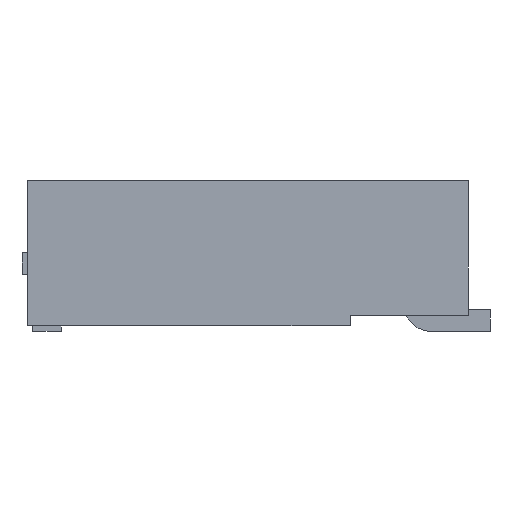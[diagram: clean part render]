
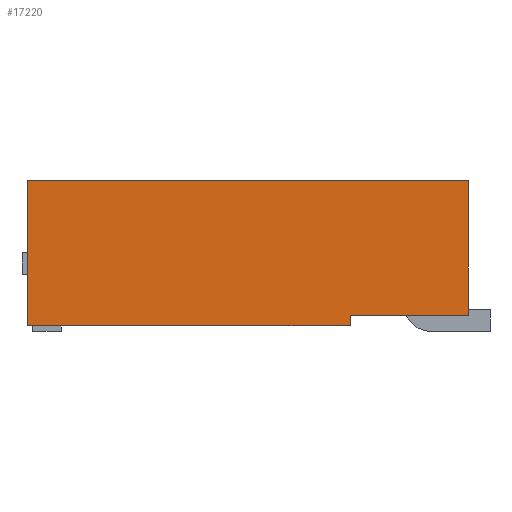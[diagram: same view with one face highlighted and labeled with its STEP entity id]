
A CAD part, left-side view. The second image highlights one B-rep face of the part: STEP entity #17220.
In plain terms, the highlighted planar face has unit normal (-1, 0, 0).
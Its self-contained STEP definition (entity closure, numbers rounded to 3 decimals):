
#14300=CARTESIAN_POINT('',(-64.895,-21.75,9.999));
#14310=DIRECTION('',(0.,0.,-1.));
#14320=VECTOR('',#14310,1.);
#14330=LINE('',#14300,#14320);
#14340=CARTESIAN_POINT('',(-64.895,-21.75,1.45));
#14350=VERTEX_POINT('',#14340);
#14360=CARTESIAN_POINT('',(-64.895,-21.75,0.2));
#14370=VERTEX_POINT('',#14360);
#14380=EDGE_CURVE('',#14350,#14370,#14330,.T.);
#16760=CARTESIAN_POINT('',(-64.895,-17.547,1.485));
#16770=DIRECTION('',(-1.,-0.,-0.));
#16780=DIRECTION('',(0.,0.,-1.));
#16790=AXIS2_PLACEMENT_3D('',#16760,#16770,#16780);
#16800=PLANE('',#16790);
#16810=CARTESIAN_POINT('',(-64.895,-17.65,9.999));
#16820=DIRECTION('',(0.,0.,-1.));
#16830=VECTOR('',#16820,1.);
#16840=LINE('',#16810,#16830);
#16850=CARTESIAN_POINT('',(-64.895,-17.65,1.45));
#16860=VERTEX_POINT('',#16850);
#16870=CARTESIAN_POINT('',(-64.895,-17.65,0.1));
#16880=VERTEX_POINT('',#16870);
#16890=EDGE_CURVE('',#16860,#16880,#16840,.T.);
#16900=ORIENTED_EDGE('',*,*,#16890,.T.);
#16910=CARTESIAN_POINT('',(-64.895,-28.759,1.45));
#16920=DIRECTION('',(0.,1.,0.));
#16930=VECTOR('',#16920,1.);
#16940=LINE('',#16910,#16930);
#16950=EDGE_CURVE('',#14350,#16860,#16940,.T.);
#16960=ORIENTED_EDGE('',*,*,#16950,.T.);
#16970=ORIENTED_EDGE('',*,*,#14380,.F.);
#16980=CARTESIAN_POINT('',(-64.895,-28.759,
0.2));
#16990=DIRECTION('',(0.,-1.,0.));
#17000=VECTOR('',#16990,1.);
#17010=LINE('',#16980,#17000);
#17020=CARTESIAN_POINT('',(-64.895,-20.65,0.2));
#17030=VERTEX_POINT('',#17020);
#17040=EDGE_CURVE('',#17030,#14370,#17010,.T.);
#17050=ORIENTED_EDGE('',*,*,#17040,.T.);
#17060=CARTESIAN_POINT('',(-64.895,-20.65,9.999));
#17070=DIRECTION('',(0.,0.,-1.));
#17080=VECTOR('',#17070,1.);
#17090=LINE('',#17060,#17080);
#17100=CARTESIAN_POINT('',(-64.895,-20.65,0.1));
#17110=VERTEX_POINT('',#17100);
#17120=EDGE_CURVE('',#17030,#17110,#17090,.T.);
#17130=ORIENTED_EDGE('',*,*,#17120,.F.);
#17140=CARTESIAN_POINT('',(-64.895,-28.759,
0.1));
#17150=DIRECTION('',(0.,1.,0.));
#17160=VECTOR('',#17150,1.);
#17170=LINE('',#17140,#17160);
#17180=EDGE_CURVE('',#17110,#16880,#17170,.T.);
#17190=ORIENTED_EDGE('',*,*,#17180,.F.);
#17200=EDGE_LOOP('',(#17190,#17130,#17050,#16970,#16960,#16900));
#17210=FACE_OUTER_BOUND('',#17200,.T.);
#17220=ADVANCED_FACE('',(#17210),#16800,.T.);
